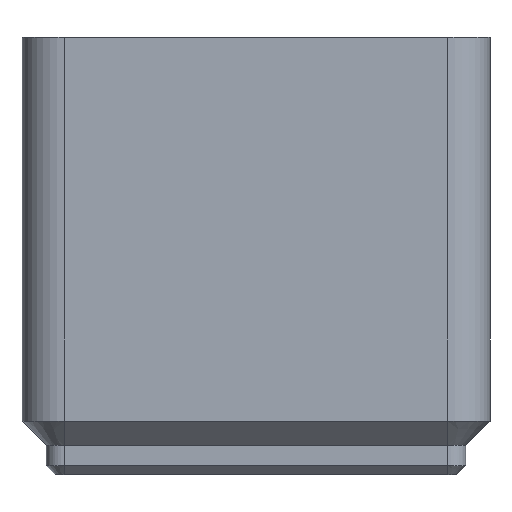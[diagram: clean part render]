
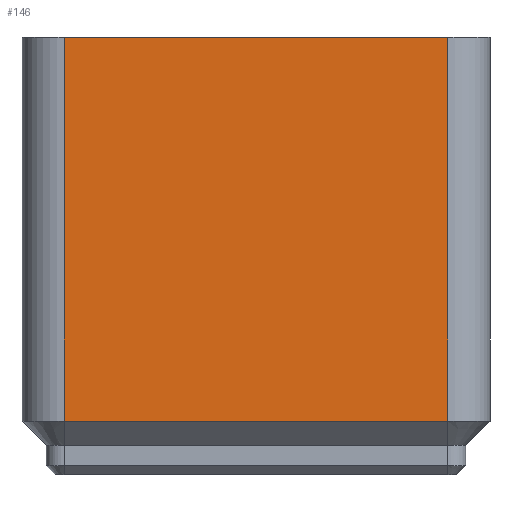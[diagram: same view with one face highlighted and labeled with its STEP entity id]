
A CAD part, left-side view. The second image highlights one B-rep face of the part: STEP entity #146.
In plain terms, the highlighted planar face has unit normal (-1, 0, 0).
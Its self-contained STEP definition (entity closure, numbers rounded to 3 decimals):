
#37=PLANE('',#1453);
#146=ADVANCED_FACE('',(#256),#37,.F.);
#256=FACE_OUTER_BOUND('',#342,.T.);
#342=EDGE_LOOP('',(#480,#481,#482,#483));
#480=ORIENTED_EDGE('',*,*,#992,.T.);
#481=ORIENTED_EDGE('',*,*,#993,.T.);
#482=ORIENTED_EDGE('',*,*,#994,.T.);
#483=ORIENTED_EDGE('',*,*,#995,.F.);
#872=VERTEX_POINT('',#2124);
#873=VERTEX_POINT('',#2125);
#874=VERTEX_POINT('',#2127);
#875=VERTEX_POINT('',#2129);
#992=EDGE_CURVE('',#872,#873,#1174,.T.);
#993=EDGE_CURVE('',#873,#874,#1175,.T.);
#994=EDGE_CURVE('',#874,#875,#1176,.T.);
#995=EDGE_CURVE('',#872,#875,#1177,.T.);
#1174=LINE('',#2123,#1310);
#1175=LINE('',#2126,#1311);
#1176=LINE('',#2128,#1312);
#1177=LINE('',#2130,#1313);
#1310=VECTOR('',#1622,1.);
#1311=VECTOR('',#1623,1.);
#1312=VECTOR('',#1624,1.);
#1313=VECTOR('',#1625,1.);
#1453=AXIS2_PLACEMENT_3D('',#2131,#1626,#1627);
#1622=DIRECTION('',(0.,0.,-1.));
#1623=DIRECTION('',(0.,-1.,0.));
#1624=DIRECTION('',(0.,0.,1.));
#1625=DIRECTION('',(0.,-1.,0.));
#1626=DIRECTION('',(1.,0.,0.));
#1627=DIRECTION('',(0.,0.,-1.));
#2123=CARTESIAN_POINT('',(-20.75,17.,38.8));
#2124=CARTESIAN_POINT('',(-20.75,17.,38.8));
#2125=CARTESIAN_POINT('',(-20.75,17.,4.75));
#2126=CARTESIAN_POINT('',(-20.75,-17.,4.75));
#2127=CARTESIAN_POINT('',(-20.75,-17.,4.75));
#2128=CARTESIAN_POINT('',(-20.75,-17.,38.8));
#2129=CARTESIAN_POINT('',(-20.75,-17.,38.8));
#2130=CARTESIAN_POINT('',(-20.75,20.75,38.8));
#2131=CARTESIAN_POINT('',(-20.75,20.75,38.8));
